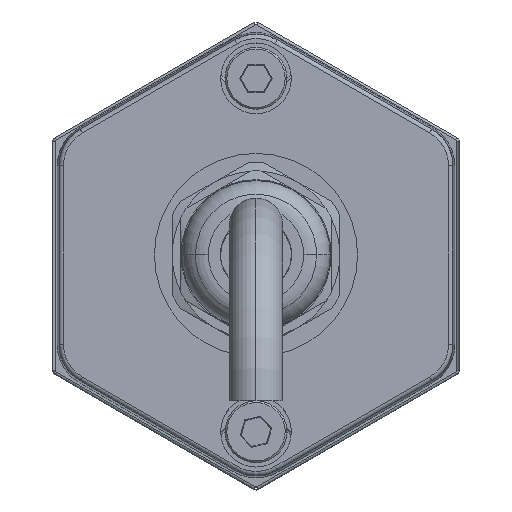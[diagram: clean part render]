
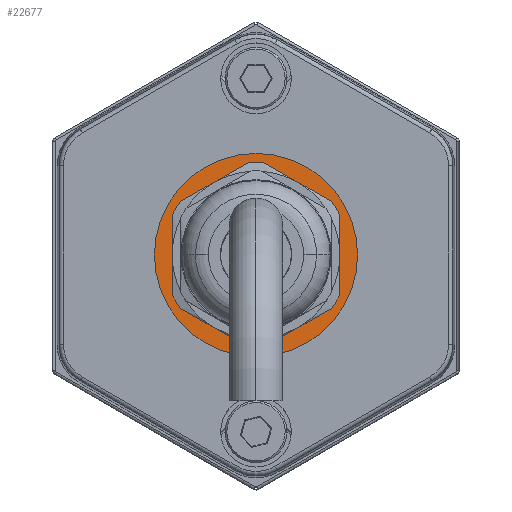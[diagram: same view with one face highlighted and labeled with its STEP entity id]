
A CAD part, top view. The second image highlights one B-rep face of the part: STEP entity #22677.
In plain terms, the highlighted planar face has unit normal (0, 0, 1).
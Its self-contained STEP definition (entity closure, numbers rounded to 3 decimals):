
#95 = VERTEX_POINT ( 'NONE', #9240 ) ;
#813 = EDGE_CURVE ( 'NONE', #10764, #17388, #8081, .T. ) ;
#1149 = AXIS2_PLACEMENT_3D ( 'NONE', #34796, #34757, #34705 ) ;
#1911 = CARTESIAN_POINT ( 'NONE',  ( 11.5, 0., 59.3 ) ) ;
#3407 = CARTESIAN_POINT ( 'NONE',  ( 7.85, 0., 59.3 ) ) ;
#3739 = ORIENTED_EDGE ( 'NONE', *, *, #14598, .T. ) ;
#5074 = DIRECTION ( 'NONE',  ( 1., 0., 0. ) ) ;
#5159 = DIRECTION ( 'NONE',  ( 0., 0., 1. ) ) ;
#5206 = CARTESIAN_POINT ( 'NONE',  ( 0., 0., 59.3 ) ) ;
#6701 = AXIS2_PLACEMENT_3D ( 'NONE', #12877, #12870, #12740 ) ;
#7507 = ORIENTED_EDGE ( 'NONE', *, *, #20506, .T. ) ;
#8081 = CIRCLE ( 'NONE', #14887, 7.85 ) ;
#8434 = ORIENTED_EDGE ( 'NONE', *, *, #813, .T. ) ;
#9240 = CARTESIAN_POINT ( 'NONE',  ( -11.5, 0., 59.3 ) ) ;
#10424 = CARTESIAN_POINT ( 'NONE',  ( 0., 0., 59.3 ) ) ;
#10764 = VERTEX_POINT ( 'NONE', #28313 ) ;
#11982 = CIRCLE ( 'NONE', #25284, 11.5 ) ;
#12740 = DIRECTION ( 'NONE',  ( 1., 0., 0. ) ) ;
#12870 = DIRECTION ( 'NONE',  ( 0., 0., 1. ) ) ;
#12877 = CARTESIAN_POINT ( 'NONE',  ( 0., 0., 59.3 ) ) ;
#13320 = EDGE_LOOP ( 'NONE', ( #7507, #8434 ) ) ;
#14499 = PLANE ( 'NONE',  #6701 ) ;
#14598 = EDGE_CURVE ( 'NONE', #95, #35172, #37918, .T. ) ;
#14887 = AXIS2_PLACEMENT_3D ( 'NONE', #19475, #31710, #24950 ) ;
#17388 = VERTEX_POINT ( 'NONE', #3407 ) ;
#17494 = ORIENTED_EDGE ( 'NONE', *, *, #18547, .T. ) ;
#17719 = FACE_OUTER_BOUND ( 'NONE', #17739, .T. ) ;
#17739 = EDGE_LOOP ( 'NONE', ( #17494, #3739 ) ) ;
#18547 = EDGE_CURVE ( 'NONE', #35172, #95, #11982, .T. ) ;
#19475 = CARTESIAN_POINT ( 'NONE',  ( 0., 0., 59.3 ) ) ;
#20506 = EDGE_CURVE ( 'NONE', #17388, #10764, #26494, .T. ) ;
#22466 = AXIS2_PLACEMENT_3D ( 'NONE', #10424, #27050, #33683 ) ;
#22677 = ADVANCED_FACE ( 'NONE', ( #25562, #17719 ), #14499, .T. ) ;
#24950 = DIRECTION ( 'NONE',  ( 1., 0., 0. ) ) ;
#25284 = AXIS2_PLACEMENT_3D ( 'NONE', #5206, #5159, #5074 ) ;
#25562 = FACE_BOUND ( 'NONE', #13320, .T. ) ;
#26494 = CIRCLE ( 'NONE', #1149, 7.85 ) ;
#27050 = DIRECTION ( 'NONE',  ( 0., 0., 1. ) ) ;
#28313 = CARTESIAN_POINT ( 'NONE',  ( -7.85, 0., 59.3 ) ) ;
#31710 = DIRECTION ( 'NONE',  ( 0., 0., -1. ) ) ;
#33683 = DIRECTION ( 'NONE',  ( 1., 0., 0. ) ) ;
#34705 = DIRECTION ( 'NONE',  ( 1., 0., 0. ) ) ;
#34757 = DIRECTION ( 'NONE',  ( 0., 0., -1. ) ) ;
#34796 = CARTESIAN_POINT ( 'NONE',  ( 0., 0., 59.3 ) ) ;
#35172 = VERTEX_POINT ( 'NONE', #1911 ) ;
#37918 = CIRCLE ( 'NONE', #22466, 11.5 ) ;
